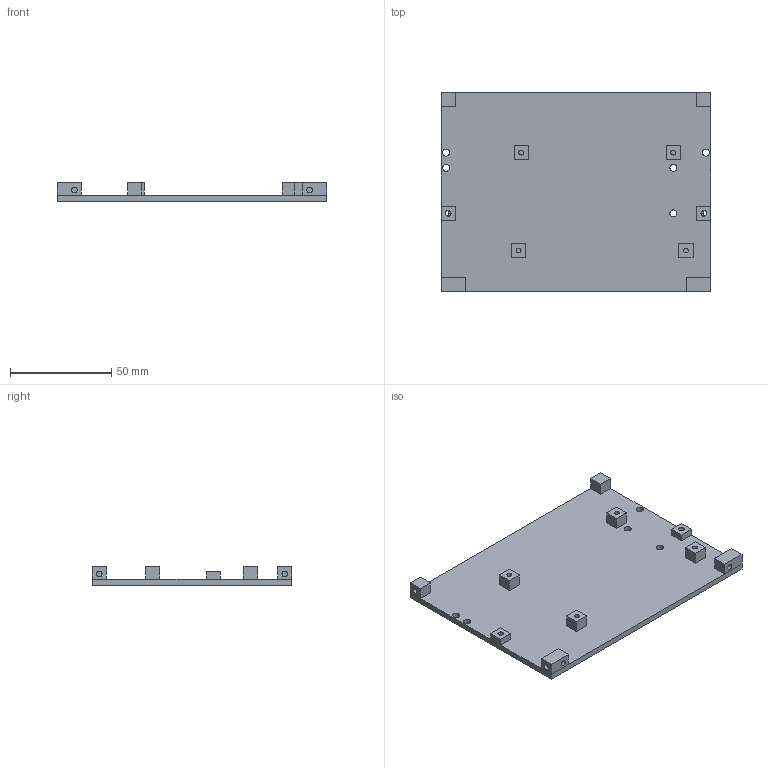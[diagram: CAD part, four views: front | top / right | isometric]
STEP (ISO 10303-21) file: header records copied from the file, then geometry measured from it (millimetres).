
FILE_DESCRIPTION(('Open CASCADE Model'),'2;1');
FILE_NAME('Open CASCADE Shape Model','2023-08-02T22:13:52',('Author'),( 'Open CASCADE'),'Open CASCADE STEP processor 7.7','Open CASCADE 7.7' ,'Unknown');
FILE_SCHEMA(('AUTOMOTIVE_DESIGN { 1 0 10303 214 1 1 1 1 }'));
Length unit declared in the file: millimetre
Products named in the file (1): Open CASCADE STEP translator 7.7 1
Bounding box: 133 x 98.5 x 9 mm (x, y, z)
Volume: 41904.5 mm3; surface area: 29860.6 mm2
Topology: 1 solids, 1 shells, 87 faces, 197 edges, 126 vertices
Faces by surface type: plane 68, cylinder 19
Full cylindrical faces by diameter (mm): 2.4 x4, 2.77 x10, 3.5 x5
Entity records: 2447 total; most frequent: DIRECTION 419, CARTESIAN_POINT 411, ORIENTED_EDGE 394, EDGE_CURVE 197, LINE 151, VECTOR 151, AXIS2_PLACEMENT_3D 134, VERTEX_POINT 126
